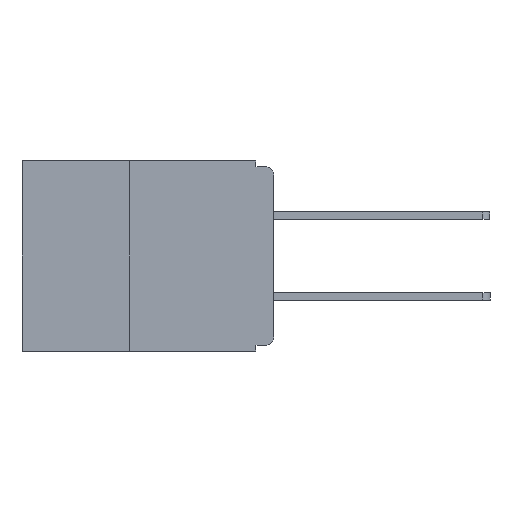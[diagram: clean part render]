
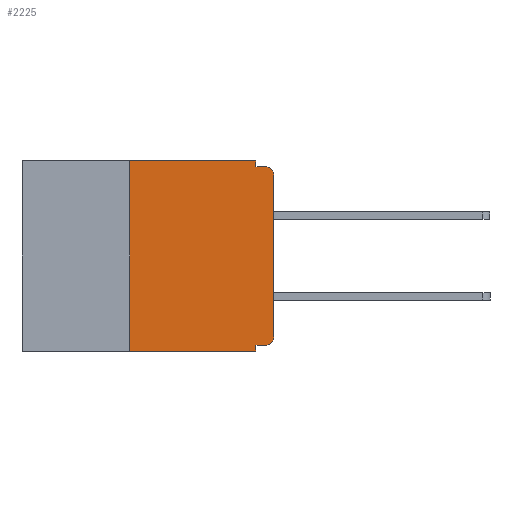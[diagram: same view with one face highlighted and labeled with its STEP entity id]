
A CAD part, left-side view. The second image highlights one B-rep face of the part: STEP entity #2225.
In plain terms, the highlighted planar face has unit normal (-1, 0, 0).
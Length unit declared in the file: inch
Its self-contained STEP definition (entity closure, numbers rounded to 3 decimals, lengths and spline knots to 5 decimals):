
#55 = ORIENTED_EDGE ( 'NONE', *, *, #16367, .F. ) ;
#74 = CARTESIAN_POINT ( 'NONE',  ( 0., 0., -0.305 ) ) ;
#245 = DIRECTION ( 'NONE',  ( 0., 1., 0. ) ) ;
#272 = DIRECTION ( 'NONE',  ( -1., 0., 0. ) ) ;
#802 = CARTESIAN_POINT ( 'NONE',  ( 0., 0.031, -0.32 ) ) ;
#1196 = EDGE_CURVE ( 'NONE', #15201, #13159, #9777, .T. ) ;
#1733 = CARTESIAN_POINT ( 'NONE',  ( 0., 0.437, -0.33 ) ) ;
#1745 = DIRECTION ( 'NONE',  ( -1., 0., 0. ) ) ;
#2016 = DIRECTION ( 'NONE',  ( 0., 0., 1. ) ) ;
#2225 = ADVANCED_FACE ( 'NONE', ( #14664 ), #2560, .F. ) ;
#2419 = CARTESIAN_POINT ( 'NONE',  ( 0., 0., -0.025 ) ) ;
#2556 = AXIS2_PLACEMENT_3D ( 'NONE', #8011, #272, #9386 ) ;
#2560 = PLANE ( 'NONE',  #16234 ) ;
#2808 = CIRCLE ( 'NONE', #2556, 0.015 ) ;
#2872 = CARTESIAN_POINT ( 'NONE',  ( 0., 0.015, -0.32 ) ) ;
#2888 = DIRECTION ( 'NONE',  ( 0., -1., 0. ) ) ;
#2896 = VECTOR ( 'NONE', #245, 39.37008 ) ;
#3158 = ORIENTED_EDGE ( 'NONE', *, *, #8452, .T. ) ;
#3214 = VECTOR ( 'NONE', #2888, 39.37008 ) ;
#3416 = LINE ( 'NONE', #11126, #10297 ) ;
#3755 = VERTEX_POINT ( 'NONE', #5591 ) ;
#3771 = ORIENTED_EDGE ( 'NONE', *, *, #13849, .T. ) ;
#3917 = DIRECTION ( 'NONE',  ( 0., 0., -1. ) ) ;
#4141 = ORIENTED_EDGE ( 'NONE', *, *, #11793, .F. ) ;
#4241 = VERTEX_POINT ( 'NONE', #12193 ) ;
#4543 = CARTESIAN_POINT ( 'NONE',  ( 0., 0.031, -0.33 ) ) ;
#4637 = LINE ( 'NONE', #7810, #7213 ) ;
#4743 = CIRCLE ( 'NONE', #9195, 0.015 ) ;
#4831 = VERTEX_POINT ( 'NONE', #74 ) ;
#5164 = VECTOR ( 'NONE', #3917, 39.37008 ) ;
#5324 = EDGE_LOOP ( 'NONE', ( #3771, #3158, #16127, #55, #10238, #7527, #8185, #4141, #16441, #11915 ) ) ;
#5384 = CARTESIAN_POINT ( 'NONE',  ( 0., 0.437, 0. ) ) ;
#5446 = CARTESIAN_POINT ( 'NONE',  ( 0., 0.015, -0.01 ) ) ;
#5591 = CARTESIAN_POINT ( 'NONE',  ( 0., 0.031, -0.33 ) ) ;
#6455 = DIRECTION ( 'NONE',  ( 0., 0., -1. ) ) ;
#6745 = VECTOR ( 'NONE', #6872, 39.37008 ) ;
#6872 = DIRECTION ( 'NONE',  ( 0., -1., 0. ) ) ;
#7213 = VECTOR ( 'NONE', #14348, 39.37008 ) ;
#7527 = ORIENTED_EDGE ( 'NONE', *, *, #8147, .F. ) ;
#7810 = CARTESIAN_POINT ( 'NONE',  ( 0., 0., 0. ) ) ;
#7859 = VECTOR ( 'NONE', #11591, 39.37008 ) ;
#7911 = EDGE_CURVE ( 'NONE', #10045, #16416, #11388, .T. ) ;
#8011 = CARTESIAN_POINT ( 'NONE',  ( 0., 0.015, -0.025 ) ) ;
#8147 = EDGE_CURVE ( 'NONE', #4241, #10045, #3416, .T. ) ;
#8178 = VERTEX_POINT ( 'NONE', #13727 ) ;
#8185 = ORIENTED_EDGE ( 'NONE', *, *, #10461, .T. ) ;
#8346 = VECTOR ( 'NONE', #13651, 39.37008 ) ;
#8452 = EDGE_CURVE ( 'NONE', #11480, #16353, #2808, .T. ) ;
#9192 = CARTESIAN_POINT ( 'NONE',  ( 0., 0.437, 0. ) ) ;
#9195 = AXIS2_PLACEMENT_3D ( 'NONE', #9513, #1745, #10836 ) ;
#9386 = DIRECTION ( 'NONE',  ( 0., 0., -1. ) ) ;
#9513 = CARTESIAN_POINT ( 'NONE',  ( 0., 0.015, -0.305 ) ) ;
#9777 = LINE ( 'NONE', #12709, #2896 ) ;
#9877 = DIRECTION ( 'NONE',  ( 1., 0., 0. ) ) ;
#10045 = VERTEX_POINT ( 'NONE', #16381 ) ;
#10236 = CARTESIAN_POINT ( 'NONE',  ( 0., 0., -0.01 ) ) ;
#10238 = ORIENTED_EDGE ( 'NONE', *, *, #7911, .F. ) ;
#10297 = VECTOR ( 'NONE', #2016, 39.37008 ) ;
#10461 = EDGE_CURVE ( 'NONE', #4241, #3755, #11536, .T. ) ;
#10836 = DIRECTION ( 'NONE',  ( 0., 0., -1. ) ) ;
#11125 = EDGE_CURVE ( 'NONE', #15201, #4831, #4743, .T. ) ;
#11126 = CARTESIAN_POINT ( 'NONE',  ( 0., 0.25, -0.33 ) ) ;
#11388 = LINE ( 'NONE', #5384, #3214 ) ;
#11471 = LINE ( 'NONE', #4543, #8346 ) ;
#11480 = VERTEX_POINT ( 'NONE', #2419 ) ;
#11536 = LINE ( 'NONE', #1733, #6745 ) ;
#11591 = DIRECTION ( 'NONE',  ( 0., -1., 0. ) ) ;
#11793 = EDGE_CURVE ( 'NONE', #13159, #3755, #11471, .T. ) ;
#11834 = LINE ( 'NONE', #10236, #7859 ) ;
#11915 = ORIENTED_EDGE ( 'NONE', *, *, #11125, .T. ) ;
#12193 = CARTESIAN_POINT ( 'NONE',  ( 0., 0.25, -0.33 ) ) ;
#12673 = EDGE_CURVE ( 'NONE', #8178, #16353, #11834, .T. ) ;
#12709 = CARTESIAN_POINT ( 'NONE',  ( 0., 0., -0.32 ) ) ;
#13159 = VERTEX_POINT ( 'NONE', #802 ) ;
#13651 = DIRECTION ( 'NONE',  ( 0., 0., -1. ) ) ;
#13727 = CARTESIAN_POINT ( 'NONE',  ( 0., 0.031, -0.01 ) ) ;
#13849 = EDGE_CURVE ( 'NONE', #4831, #11480, #4637, .T. ) ;
#14348 = DIRECTION ( 'NONE',  ( 0., 0., 1. ) ) ;
#14449 = CARTESIAN_POINT ( 'NONE',  ( 0., 0.031, 0. ) ) ;
#14664 = FACE_OUTER_BOUND ( 'NONE', #5324, .T. ) ;
#14669 = CARTESIAN_POINT ( 'NONE',  ( 0., 0.031, 0. ) ) ;
#15201 = VERTEX_POINT ( 'NONE', #2872 ) ;
#15948 = LINE ( 'NONE', #14669, #5164 ) ;
#16127 = ORIENTED_EDGE ( 'NONE', *, *, #12673, .F. ) ;
#16234 = AXIS2_PLACEMENT_3D ( 'NONE', #9192, #9877, #6455 ) ;
#16353 = VERTEX_POINT ( 'NONE', #5446 ) ;
#16367 = EDGE_CURVE ( 'NONE', #16416, #8178, #15948, .T. ) ;
#16381 = CARTESIAN_POINT ( 'NONE',  ( 0., 0.25, 0. ) ) ;
#16416 = VERTEX_POINT ( 'NONE', #14449 ) ;
#16441 = ORIENTED_EDGE ( 'NONE', *, *, #1196, .F. ) ;
